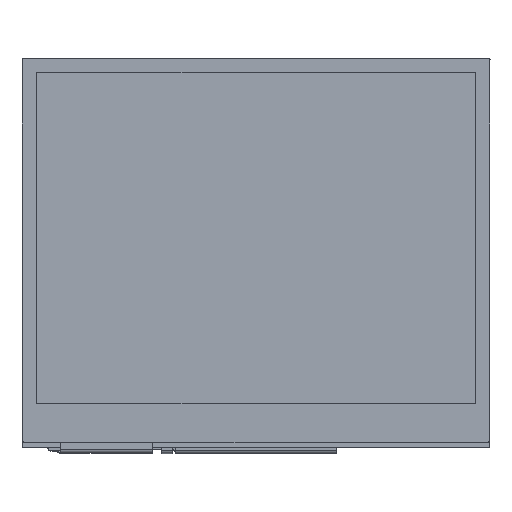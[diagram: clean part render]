
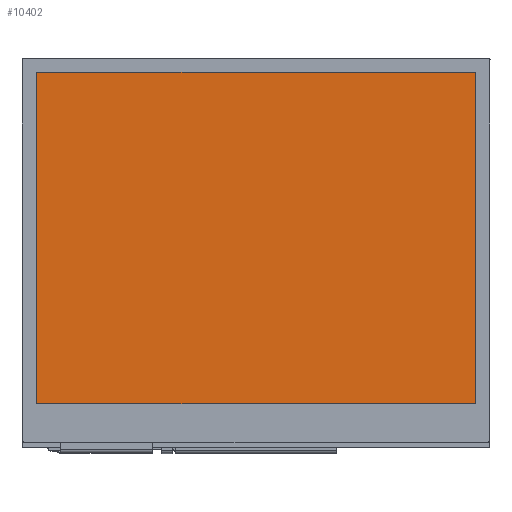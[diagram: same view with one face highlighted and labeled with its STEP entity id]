
A CAD part, top view. The second image highlights one B-rep face of the part: STEP entity #10402.
In plain terms, the highlighted planar face has unit normal (0, 0, 1).
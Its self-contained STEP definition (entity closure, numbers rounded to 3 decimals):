
#954=FACE_OUTER_BOUND('',#1585,.T.);
#1585=EDGE_LOOP('',(#8603,#8604,#8605,#8606));
#2673=LINE('',#17166,#3914);
#2676=LINE('',#17172,#3917);
#2679=LINE('',#17178,#3920);
#2682=LINE('',#17182,#3923);
#3914=VECTOR('',#13794,10.);
#3917=VECTOR('',#13799,10.);
#3920=VECTOR('',#13804,10.);
#3923=VECTOR('',#13809,10.);
#4988=VERTEX_POINT('',#17163);
#4989=VERTEX_POINT('',#17165);
#4991=VERTEX_POINT('',#17171);
#4993=VERTEX_POINT('',#17177);
#6221=EDGE_CURVE('',#4989,#4988,#2673,.T.);
#6224=EDGE_CURVE('',#4991,#4989,#2676,.T.);
#6227=EDGE_CURVE('',#4993,#4991,#2679,.T.);
#6230=EDGE_CURVE('',#4988,#4993,#2682,.T.);
#8603=ORIENTED_EDGE('',*,*,#6230,.T.);
#8604=ORIENTED_EDGE('',*,*,#6227,.T.);
#8605=ORIENTED_EDGE('',*,*,#6224,.T.);
#8606=ORIENTED_EDGE('',*,*,#6221,.T.);
#9630=PLANE('',#11532);
#10402=ADVANCED_FACE('',(#954),#9630,.T.);
#11532=AXIS2_PLACEMENT_3D('',#17184,#13812,#13813);
#13794=DIRECTION('',(0.,1.,0.));
#13799=DIRECTION('',(1.,0.,0.));
#13804=DIRECTION('',(0.,-1.,0.));
#13809=DIRECTION('',(-1.,0.,0.));
#13812=DIRECTION('center_axis',(0.,0.,1.));
#13813=DIRECTION('ref_axis',(1.,0.,0.));
#17163=CARTESIAN_POINT('',(87.996,69.313,0.7));
#17165=CARTESIAN_POINT('',(87.996,14.813,0.7));
#17166=CARTESIAN_POINT('',(87.996,69.313,0.7));
#17171=CARTESIAN_POINT('',(15.996,14.813,0.7));
#17172=CARTESIAN_POINT('',(87.996,14.813,0.7));
#17177=CARTESIAN_POINT('',(15.996,69.313,0.7));
#17178=CARTESIAN_POINT('',(15.996,14.813,0.7));
#17182=CARTESIAN_POINT('',(15.996,69.313,0.7));
#17184=CARTESIAN_POINT('Origin',(51.996,42.063,0.7));
